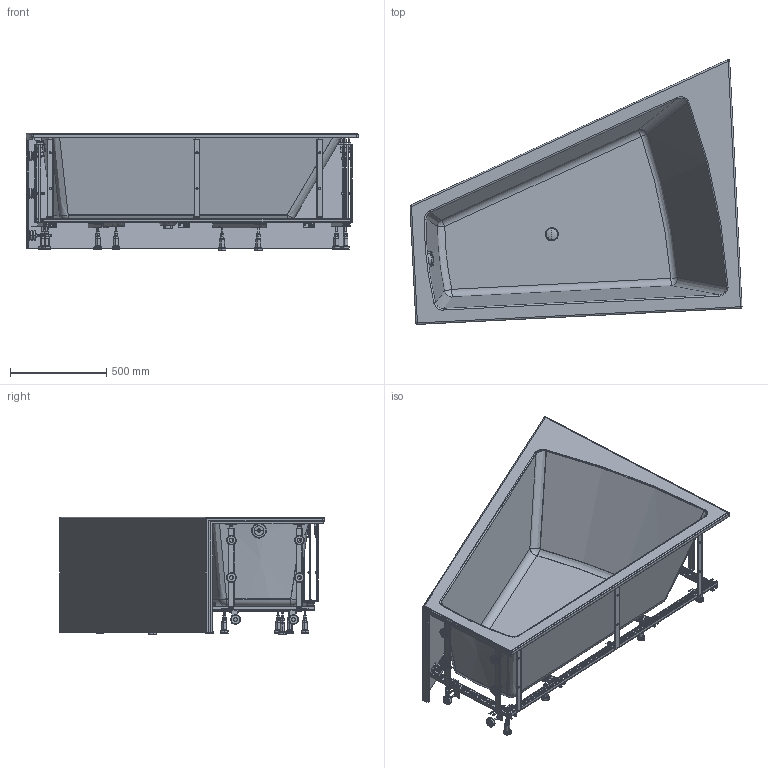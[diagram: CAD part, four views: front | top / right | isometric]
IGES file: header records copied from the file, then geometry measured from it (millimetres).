
Global section: file name: No Iges File Name specified; native system: Autodesk Inventor 2011; preprocessor: AutoDesk Inventor Iges Exporter R2011; author: Administrator; date: 20110529.221746; units: millimetre
Bounding box: 1728.2 x 1378.77 x 613 mm (x, y, z)
Volume: 23603282.1 mm3; surface area: 10337003.7 mm2
Topology: 53 solids, 61 shells, 2424 faces, 6059 edges, 3908 vertices
Faces by surface type: plane 1344, revolution 502, cylinder 440, bspline 90, cone 32, sphere 8, torus 8
